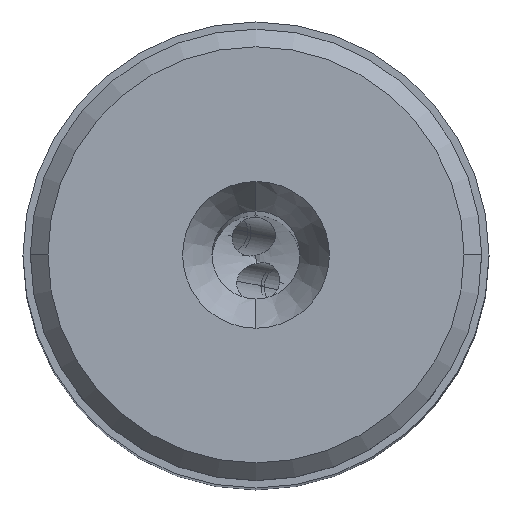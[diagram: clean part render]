
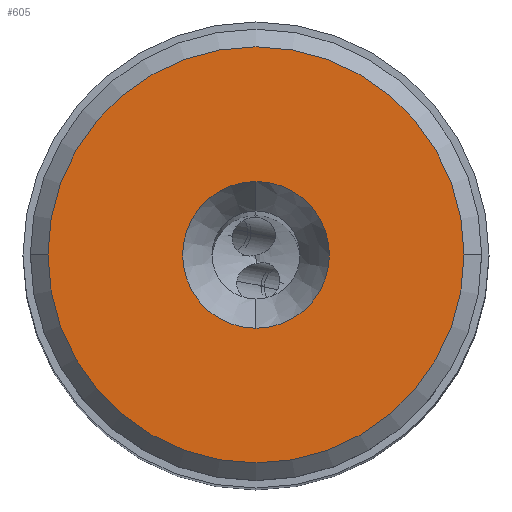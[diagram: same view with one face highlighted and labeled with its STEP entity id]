
A CAD part, top view. The second image highlights one B-rep face of the part: STEP entity #605.
In plain terms, the highlighted planar face has unit normal (0, 0, 1).
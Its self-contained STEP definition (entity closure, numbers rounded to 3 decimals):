
#181=PLANE('',#5117);
#605=ADVANCED_FACE('',(#902,#903),#181,.F.);
#902=FACE_BOUND('',#1029,.T.);
#903=FACE_BOUND('',#1030,.T.);
#1029=EDGE_LOOP('',(#2516,#2517));
#1030=EDGE_LOOP('',(#2518,#2519));
#2516=ORIENTED_EDGE('',*,*,#4224,.F.);
#2517=ORIENTED_EDGE('',*,*,#4225,.F.);
#2518=ORIENTED_EDGE('',*,*,#4226,.T.);
#2519=ORIENTED_EDGE('',*,*,#4227,.T.);
#3651=VERTEX_POINT('',#10421);
#3652=VERTEX_POINT('',#10423);
#3653=VERTEX_POINT('',#10428);
#3654=VERTEX_POINT('',#10429);
#4224=EDGE_CURVE('',#3652,#3651,#4686,.T.);
#4225=EDGE_CURVE('',#3651,#3652,#4687,.T.);
#4226=EDGE_CURVE('',#3653,#3654,#4688,.T.);
#4227=EDGE_CURVE('',#3654,#3653,#4689,.T.);
#4686=CIRCLE('',#5112,14.175);
#4687=CIRCLE('',#5114,14.175);
#4688=CIRCLE('',#5115,5.);
#4689=CIRCLE('',#5116,5.);
#5112=AXIS2_PLACEMENT_3D('',#10424,#5942,#5943);
#5114=AXIS2_PLACEMENT_3D('',#10426,#5946,#5947);
#5115=AXIS2_PLACEMENT_3D('',#10427,#5948,#5949);
#5116=AXIS2_PLACEMENT_3D('',#10430,#5950,#5951);
#5117=AXIS2_PLACEMENT_3D('',#10431,#5952,#5953);
#5942=DIRECTION('',(0.,0.,-1.));
#5943=DIRECTION('',(1.,0.,0.));
#5946=DIRECTION('',(0.,0.,-1.));
#5947=DIRECTION('',(-1.,0.,0.));
#5948=DIRECTION('',(0.,0.,-1.));
#5949=DIRECTION('',(0.,-1.,0.));
#5950=DIRECTION('',(0.,0.,-1.));
#5951=DIRECTION('',(0.,1.,0.));
#5952=DIRECTION('',(0.,0.,-1.));
#5953=DIRECTION('',(-1.,0.,0.));
#10421=CARTESIAN_POINT('',(-14.175,0.,0.));
#10423=CARTESIAN_POINT('',(14.175,0.,0.));
#10424=CARTESIAN_POINT('',(0.,0.,0.));
#10426=CARTESIAN_POINT('',(0.,0.,0.));
#10427=CARTESIAN_POINT('',(0.,0.,0.));
#10428=CARTESIAN_POINT('',(0.,-5.,0.));
#10429=CARTESIAN_POINT('',(0.,5.,0.));
#10430=CARTESIAN_POINT('',(0.,0.,0.));
#10431=CARTESIAN_POINT('',(0.,0.,0.));
